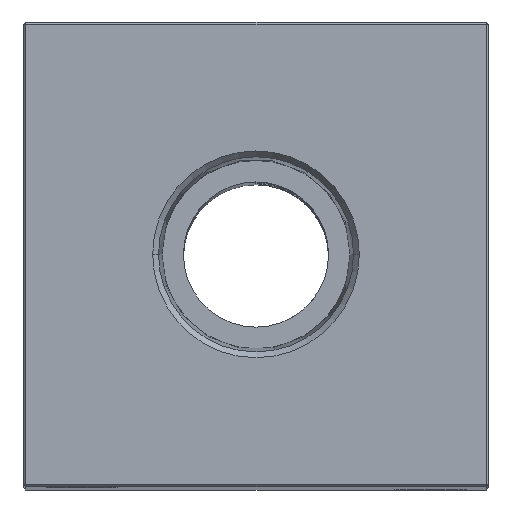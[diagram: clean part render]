
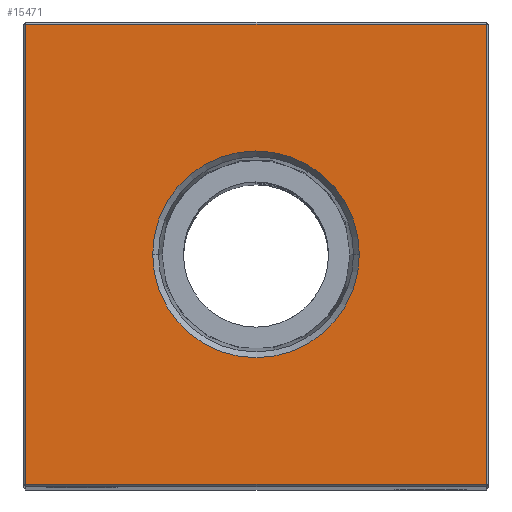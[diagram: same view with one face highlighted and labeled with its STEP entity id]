
A CAD part, top view. The second image highlights one B-rep face of the part: STEP entity #15471.
In plain terms, the highlighted planar face has unit normal (0, 0, 1).
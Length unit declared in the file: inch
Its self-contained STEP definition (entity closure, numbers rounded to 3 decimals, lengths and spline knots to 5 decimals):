
#474 = DIRECTION ( 'NONE',  ( 0., 0., 1. ) ) ;
#1274 = VERTEX_POINT ( 'NONE', #11127 ) ;
#1287 = LINE ( 'NONE', #11558, #32993 ) ;
#2176 = ORIENTED_EDGE ( 'NONE', *, *, #23292, .T. ) ;
#2524 = EDGE_CURVE ( 'NONE', #3735, #28928, #4534, .T. ) ;
#3735 = VERTEX_POINT ( 'NONE', #29785 ) ;
#3823 = LINE ( 'NONE', #14022, #22689 ) ;
#4534 = CIRCLE ( 'NONE', #23160, 0.44487 ) ;
#4863 = LINE ( 'NONE', #15044, #12064 ) ;
#5919 = EDGE_CURVE ( 'NONE', #30267, #7043, #6575, .T. ) ;
#6575 = LINE ( 'NONE', #16724, #28463 ) ;
#7043 = VERTEX_POINT ( 'NONE', #14596 ) ;
#7377 = DIRECTION ( 'NONE',  ( 0., 0., 1. ) ) ;
#7680 = CIRCLE ( 'NONE', #26374, 0.44487 ) ;
#9024 = PLANE ( 'NONE',  #29381 ) ;
#9050 = VERTEX_POINT ( 'NONE', #32147 ) ;
#10794 = DIRECTION ( 'NONE',  ( 1., 0., 0. ) ) ;
#11127 = CARTESIAN_POINT ( 'NONE',  ( 0.99, 0.99, 8.25 ) ) ;
#11558 = CARTESIAN_POINT ( 'NONE',  ( 0.99, 0., 8.25 ) ) ;
#11854 = CARTESIAN_POINT ( 'NONE',  ( 0., 0., 8.25 ) ) ;
#12064 = VECTOR ( 'NONE', #25239, 39.37008 ) ;
#12494 = ORIENTED_EDGE ( 'NONE', *, *, #24394, .F. ) ;
#14022 = CARTESIAN_POINT ( 'NONE',  ( 0., 0.99, 8.25 ) ) ;
#14596 = CARTESIAN_POINT ( 'NONE',  ( -0.99, -0.99, 8.25 ) ) ;
#15044 = CARTESIAN_POINT ( 'NONE',  ( 0., -0.99, 8.25 ) ) ;
#15471 = ADVANCED_FACE ( 'NONE', ( #21613, #32125 ), #9024, .F. ) ;
#16724 = CARTESIAN_POINT ( 'NONE',  ( -0.99, 0., 8.25 ) ) ;
#17263 = CARTESIAN_POINT ( 'NONE',  ( -0.99, 0.99, 8.25 ) ) ;
#17525 = DIRECTION ( 'NONE',  ( 1., 0., 0. ) ) ;
#20583 = ORIENTED_EDGE ( 'NONE', *, *, #23133, .T. ) ;
#21613 = FACE_OUTER_BOUND ( 'NONE', #24762, .T. ) ;
#21650 = DIRECTION ( 'NONE',  ( 0., 1., 0. ) ) ;
#21951 = DIRECTION ( 'NONE',  ( 0., 0., -1. ) ) ;
#22689 = VECTOR ( 'NONE', #24201, 39.37008 ) ;
#23133 = EDGE_CURVE ( 'NONE', #7043, #9050, #4863, .T. ) ;
#23160 = AXIS2_PLACEMENT_3D ( 'NONE', #23427, #474, #10794 ) ;
#23292 = EDGE_CURVE ( 'NONE', #1274, #30267, #3823, .T. ) ;
#23427 = CARTESIAN_POINT ( 'NONE',  ( 0., 0., 8.25 ) ) ;
#24201 = DIRECTION ( 'NONE',  ( -1., 0., 0. ) ) ;
#24394 = EDGE_CURVE ( 'NONE', #28928, #3735, #7680, .T. ) ;
#24762 = EDGE_LOOP ( 'NONE', ( #27940, #20583, #28620, #2176 ) ) ;
#25239 = DIRECTION ( 'NONE',  ( 1., 0., 0. ) ) ;
#26374 = AXIS2_PLACEMENT_3D ( 'NONE', #29973, #7377, #17525 ) ;
#27009 = DIRECTION ( 'NONE',  ( 0., -1., 0. ) ) ;
#27910 = EDGE_LOOP ( 'NONE', ( #12494, #30506 ) ) ;
#27940 = ORIENTED_EDGE ( 'NONE', *, *, #5919, .T. ) ;
#28463 = VECTOR ( 'NONE', #27009, 39.37008 ) ;
#28520 = CARTESIAN_POINT ( 'NONE',  ( 0.44487, 0., 8.25 ) ) ;
#28620 = ORIENTED_EDGE ( 'NONE', *, *, #29885, .T. ) ;
#28928 = VERTEX_POINT ( 'NONE', #28520 ) ;
#29381 = AXIS2_PLACEMENT_3D ( 'NONE', #11854, #21951, #32483 ) ;
#29785 = CARTESIAN_POINT ( 'NONE',  ( -0.44487, 0., 8.25 ) ) ;
#29885 = EDGE_CURVE ( 'NONE', #9050, #1274, #1287, .T. ) ;
#29973 = CARTESIAN_POINT ( 'NONE',  ( 0., 0., 8.25 ) ) ;
#30267 = VERTEX_POINT ( 'NONE', #17263 ) ;
#30506 = ORIENTED_EDGE ( 'NONE', *, *, #2524, .F. ) ;
#32125 = FACE_BOUND ( 'NONE', #27910, .T. ) ;
#32147 = CARTESIAN_POINT ( 'NONE',  ( 0.99, -0.99, 8.25 ) ) ;
#32483 = DIRECTION ( 'NONE',  ( -1., 0., 0. ) ) ;
#32993 = VECTOR ( 'NONE', #21650, 39.37008 ) ;
